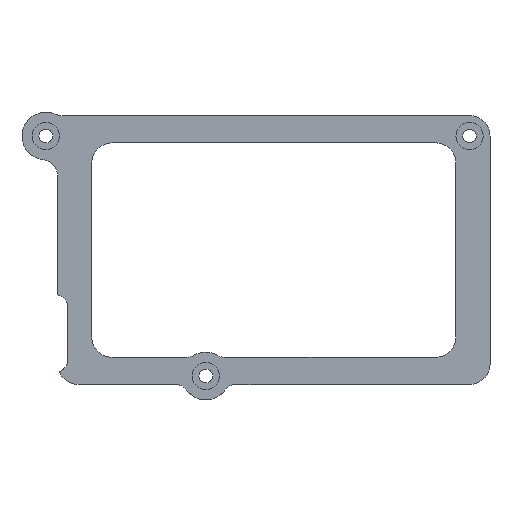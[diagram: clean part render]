
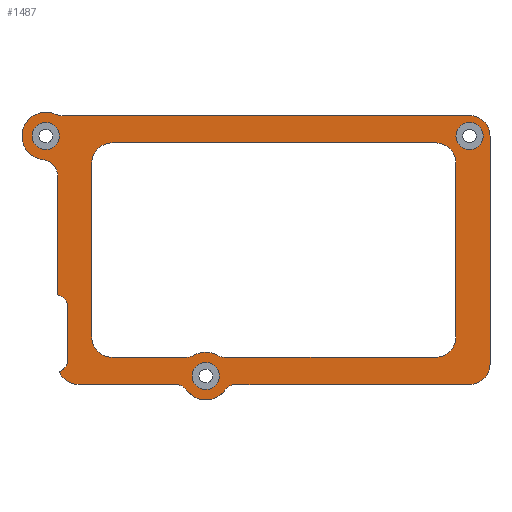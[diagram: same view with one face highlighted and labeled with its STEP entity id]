
A CAD part, top view. The second image highlights one B-rep face of the part: STEP entity #1487.
In plain terms, the highlighted planar face has unit normal (0, 0, 1).
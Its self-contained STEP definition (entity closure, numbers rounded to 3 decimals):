
#546 = VERTEX_POINT('',#547);
#547 = CARTESIAN_POINT('',(-60.5,-32.,2.));
#553 = EDGE_CURVE('',#554,#546,#556,.T.);
#554 = VERTEX_POINT('',#555);
#555 = CARTESIAN_POINT('',(-60.5,-17.,2.));
#556 = LINE('',#557,#558);
#557 = CARTESIAN_POINT('',(-60.5,-15.549,2.));
#558 = VECTOR('',#559,1.);
#559 = DIRECTION('',(0.,-1.,0.));
#586 = VERTEX_POINT('',#587);
#587 = CARTESIAN_POINT('',(-63.5,-13.127,2.));
#593 = EDGE_CURVE('',#586,#554,#594,.T.);
#594 = CIRCLE('',#595,4.);
#595 = AXIS2_PLACEMENT_3D('',#596,#597,#598);
#596 = CARTESIAN_POINT('',(-64.5,-17.,2.));
#597 = DIRECTION('',(0.,0.,-1.));
#598 = DIRECTION('',(1.,0.,0.));
#610 = VERTEX_POINT('',#611);
#611 = CARTESIAN_POINT('',(-63.5,21.594,2.));
#617 = EDGE_CURVE('',#610,#586,#618,.T.);
#618 = LINE('',#619,#620);
#619 = CARTESIAN_POINT('',(-63.5,21.594,2.));
#620 = VECTOR('',#621,1.);
#621 = DIRECTION('',(0.,-1.,0.));
#633 = EDGE_CURVE('',#610,#634,#636,.T.);
#634 = VERTEX_POINT('',#635);
#635 = CARTESIAN_POINT('',(-67.875,26.555,2.));
#636 = CIRCLE('',#637,5.);
#637 = AXIS2_PLACEMENT_3D('',#638,#639,#640);
#638 = CARTESIAN_POINT('',(-68.5,21.594,2.));
#639 = DIRECTION('',(0.,0.,1.));
#640 = DIRECTION('',(1.,0.,0.));
#658 = VERTEX_POINT('',#659);
#659 = CARTESIAN_POINT('',(-64.202,39.917,2.));
#665 = EDGE_CURVE('',#658,#634,#666,.T.);
#666 = CIRCLE('',#667,7.);
#667 = AXIS2_PLACEMENT_3D('',#668,#669,#670);
#668 = CARTESIAN_POINT('',(-67.,33.5,2.));
#669 = DIRECTION('',(0.,0.,1.));
#670 = DIRECTION('',(1.,0.,0.));
#683 = EDGE_CURVE('',#658,#684,#686,.T.);
#684 = VERTEX_POINT('',#685);
#685 = CARTESIAN_POINT('',(-62.204,39.5,2.));
#686 = CIRCLE('',#687,5.);
#687 = AXIS2_PLACEMENT_3D('',#688,#689,#690);
#688 = CARTESIAN_POINT('',(-62.204,44.5,2.));
#689 = DIRECTION('',(0.,0.,1.));
#690 = DIRECTION('',(1.,0.,0.));
#708 = VERTEX_POINT('',#709);
#709 = CARTESIAN_POINT('',(57.5,39.5,2.));
#715 = EDGE_CURVE('',#708,#684,#716,.T.);
#716 = LINE('',#717,#718);
#717 = CARTESIAN_POINT('',(57.5,39.5,2.));
#718 = VECTOR('',#719,1.);
#719 = DIRECTION('',(-1.,0.,0.));
#732 = VERTEX_POINT('',#733);
#733 = CARTESIAN_POINT('',(63.5,33.5,2.));
#739 = EDGE_CURVE('',#732,#708,#740,.T.);
#740 = CIRCLE('',#741,6.);
#741 = AXIS2_PLACEMENT_3D('',#742,#743,#744);
#742 = CARTESIAN_POINT('',(57.5,33.5,2.));
#743 = DIRECTION('',(0.,0.,1.));
#744 = DIRECTION('',(1.,0.,0.));
#757 = VERTEX_POINT('',#758);
#758 = CARTESIAN_POINT('',(63.5,-33.5,2.));
#764 = EDGE_CURVE('',#757,#732,#765,.T.);
#765 = LINE('',#766,#767);
#766 = CARTESIAN_POINT('',(63.5,-33.5,2.));
#767 = VECTOR('',#768,1.);
#768 = DIRECTION('',(0.,1.,0.));
#781 = VERTEX_POINT('',#782);
#782 = CARTESIAN_POINT('',(57.5,-39.5,2.));
#788 = EDGE_CURVE('',#781,#757,#789,.T.);
#789 = CIRCLE('',#790,6.);
#790 = AXIS2_PLACEMENT_3D('',#791,#792,#793);
#791 = CARTESIAN_POINT('',(57.5,-33.5,2.));
#792 = DIRECTION('',(0.,0.,1.));
#793 = DIRECTION('',(1.,0.,0.));
#806 = VERTEX_POINT('',#807);
#807 = CARTESIAN_POINT('',(-11.126,-39.5,2.));
#813 = EDGE_CURVE('',#806,#781,#814,.T.);
#814 = LINE('',#815,#816);
#815 = CARTESIAN_POINT('',(-11.126,-39.5,2.));
#816 = VECTOR('',#817,1.);
#817 = DIRECTION('',(1.,0.,0.));
#830 = EDGE_CURVE('',#806,#831,#833,.T.);
#831 = VERTEX_POINT('',#832);
#832 = CARTESIAN_POINT('',(-14.353,-41.136,2.));
#833 = CIRCLE('',#834,4.);
#834 = AXIS2_PLACEMENT_3D('',#835,#836,#837);
#835 = CARTESIAN_POINT('',(-11.126,-43.5,2.));
#836 = DIRECTION('',(0.,0.,1.));
#837 = DIRECTION('',(1.,0.,0.));
#855 = VERTEX_POINT('',#856);
#856 = CARTESIAN_POINT('',(-25.647,-41.136,2.));
#862 = EDGE_CURVE('',#855,#831,#863,.T.);
#863 = CIRCLE('',#864,7.);
#864 = AXIS2_PLACEMENT_3D('',#865,#866,#867);
#865 = CARTESIAN_POINT('',(-20.,-37.,2.));
#866 = DIRECTION('',(0.,0.,1.));
#867 = DIRECTION('',(1.,0.,0.));
#880 = EDGE_CURVE('',#855,#881,#883,.T.);
#881 = VERTEX_POINT('',#882);
#882 = CARTESIAN_POINT('',(-28.874,-39.5,2.));
#883 = CIRCLE('',#884,4.);
#884 = AXIS2_PLACEMENT_3D('',#885,#886,#887);
#885 = CARTESIAN_POINT('',(-28.874,-43.5,2.));
#886 = DIRECTION('',(0.,0.,1.));
#887 = DIRECTION('',(1.,0.,0.));
#905 = VERTEX_POINT('',#906);
#906 = CARTESIAN_POINT('',(-57.5,-39.5,2.));
#912 = EDGE_CURVE('',#905,#881,#913,.T.);
#913 = LINE('',#914,#915);
#914 = CARTESIAN_POINT('',(-57.5,-39.5,2.));
#915 = VECTOR('',#916,1.);
#916 = DIRECTION('',(1.,0.,0.));
#930 = VERTEX_POINT('',#931);
#931 = CARTESIAN_POINT('',(-63.068,-35.735,2.));
#937 = EDGE_CURVE('',#930,#905,#938,.T.);
#938 = CIRCLE('',#939,6.);
#939 = AXIS2_PLACEMENT_3D('',#940,#941,#942);
#940 = CARTESIAN_POINT('',(-57.5,-33.5,2.));
#941 = DIRECTION('',(0.,0.,1.));
#942 = DIRECTION('',(1.,0.,0.));
#963 = EDGE_CURVE('',#546,#930,#964,.T.);
#964 = CIRCLE('',#965,4.);
#965 = AXIS2_PLACEMENT_3D('',#966,#967,#968);
#966 = CARTESIAN_POINT('',(-64.5,-32.,2.));
#967 = DIRECTION('',(0.,0.,-1.));
#968 = DIRECTION('',(1.,0.,0.));
#1140 = VERTEX_POINT('',#1141);
#1141 = CARTESIAN_POINT('',(-47.5,31.5,2.));
#1147 = EDGE_CURVE('',#1140,#1148,#1150,.T.);
#1148 = VERTEX_POINT('',#1149);
#1149 = CARTESIAN_POINT('',(-53.5,25.5,2.));
#1150 = CIRCLE('',#1151,6.);
#1151 = AXIS2_PLACEMENT_3D('',#1152,#1153,#1154);
#1152 = CARTESIAN_POINT('',(-47.5,25.5,2.));
#1153 = DIRECTION('',(0.,0.,1.));
#1154 = DIRECTION('',(1.,0.,0.));
#1172 = VERTEX_POINT('',#1173);
#1173 = CARTESIAN_POINT('',(47.5,31.5,2.));
#1179 = EDGE_CURVE('',#1172,#1140,#1180,.T.);
#1180 = LINE('',#1181,#1182);
#1181 = CARTESIAN_POINT('',(47.5,31.5,2.));
#1182 = VECTOR('',#1183,1.);
#1183 = DIRECTION('',(-1.,0.,0.));
#1196 = EDGE_CURVE('',#1148,#1197,#1199,.T.);
#1197 = VERTEX_POINT('',#1198);
#1198 = CARTESIAN_POINT('',(-53.5,-25.5,2.));
#1199 = LINE('',#1200,#1201);
#1200 = CARTESIAN_POINT('',(-53.5,25.5,2.));
#1201 = VECTOR('',#1202,1.);
#1202 = DIRECTION('',(0.,-1.,0.));
#1220 = VERTEX_POINT('',#1221);
#1221 = CARTESIAN_POINT('',(53.5,25.5,2.));
#1227 = EDGE_CURVE('',#1220,#1172,#1228,.T.);
#1228 = CIRCLE('',#1229,6.);
#1229 = AXIS2_PLACEMENT_3D('',#1230,#1231,#1232);
#1230 = CARTESIAN_POINT('',(47.5,25.5,2.));
#1231 = DIRECTION('',(0.,0.,1.));
#1232 = DIRECTION('',(1.,0.,0.));
#1245 = EDGE_CURVE('',#1197,#1246,#1248,.T.);
#1246 = VERTEX_POINT('',#1247);
#1247 = CARTESIAN_POINT('',(-47.5,-31.5,2.));
#1248 = CIRCLE('',#1249,6.);
#1249 = AXIS2_PLACEMENT_3D('',#1250,#1251,#1252);
#1250 = CARTESIAN_POINT('',(-47.5,-25.5,2.));
#1251 = DIRECTION('',(0.,0.,1.));
#1252 = DIRECTION('',(1.,0.,0.));
#1270 = VERTEX_POINT('',#1271);
#1271 = CARTESIAN_POINT('',(53.5,-25.5,2.));
#1277 = EDGE_CURVE('',#1270,#1220,#1278,.T.);
#1278 = LINE('',#1279,#1280);
#1279 = CARTESIAN_POINT('',(53.5,-25.5,2.));
#1280 = VECTOR('',#1281,1.);
#1281 = DIRECTION('',(0.,1.,0.));
#1294 = EDGE_CURVE('',#1246,#1295,#1297,.T.);
#1295 = VERTEX_POINT('',#1296);
#1296 = CARTESIAN_POINT('',(-25.545,-31.5,2.));
#1297 = LINE('',#1298,#1299);
#1298 = CARTESIAN_POINT('',(-47.5,-31.5,2.));
#1299 = VECTOR('',#1300,1.);
#1300 = DIRECTION('',(1.,0.,0.));
#1318 = VERTEX_POINT('',#1319);
#1319 = CARTESIAN_POINT('',(47.5,-31.5,2.));
#1325 = EDGE_CURVE('',#1318,#1270,#1326,.T.);
#1326 = CIRCLE('',#1327,6.);
#1327 = AXIS2_PLACEMENT_3D('',#1328,#1329,#1330);
#1328 = CARTESIAN_POINT('',(47.5,-25.5,2.));
#1329 = DIRECTION('',(0.,0.,1.));
#1330 = DIRECTION('',(1.,0.,0.));
#1343 = EDGE_CURVE('',#1295,#1344,#1346,.T.);
#1344 = VERTEX_POINT('',#1345);
#1345 = CARTESIAN_POINT('',(-23.529,-30.955,2.));
#1346 = CIRCLE('',#1347,4.);
#1347 = AXIS2_PLACEMENT_3D('',#1348,#1349,#1350);
#1348 = CARTESIAN_POINT('',(-25.545,-27.5,2.));
#1349 = DIRECTION('',(0.,0.,1.));
#1350 = DIRECTION('',(1.,0.,0.));
#1368 = VERTEX_POINT('',#1369);
#1369 = CARTESIAN_POINT('',(-14.455,-31.5,2.));
#1375 = EDGE_CURVE('',#1368,#1318,#1376,.T.);
#1376 = LINE('',#1377,#1378);
#1377 = CARTESIAN_POINT('',(-14.455,-31.5,2.));
#1378 = VECTOR('',#1379,1.);
#1379 = DIRECTION('',(1.,0.,0.));
#1392 = VERTEX_POINT('',#1393);
#1393 = CARTESIAN_POINT('',(-16.471,-30.955,2.));
#1399 = EDGE_CURVE('',#1392,#1344,#1400,.T.);
#1400 = CIRCLE('',#1401,7.);
#1401 = AXIS2_PLACEMENT_3D('',#1402,#1403,#1404);
#1402 = CARTESIAN_POINT('',(-20.,-37.,2.));
#1403 = DIRECTION('',(0.,0.,1.));
#1404 = DIRECTION('',(1.,0.,0.));
#1417 = EDGE_CURVE('',#1392,#1368,#1418,.T.);
#1418 = CIRCLE('',#1419,4.);
#1419 = AXIS2_PLACEMENT_3D('',#1420,#1421,#1422);
#1420 = CARTESIAN_POINT('',(-14.455,-27.5,2.));
#1421 = DIRECTION('',(0.,0.,1.));
#1422 = DIRECTION('',(1.,0.,0.));
#1487 = ADVANCED_FACE('',(#1488,#1507,#1518,#1529,#1543),#1554,.T.);
#1488 = FACE_BOUND('',#1489,.T.);
#1489 = EDGE_LOOP('',(#1490,#1491,#1492,#1493,#1494,#1495,#1496,#1497,
    #1498,#1499,#1500,#1501,#1502,#1503,#1504,#1505,#1506));
#1490 = ORIENTED_EDGE('',*,*,#683,.F.);
#1491 = ORIENTED_EDGE('',*,*,#665,.T.);
#1492 = ORIENTED_EDGE('',*,*,#633,.F.);
#1493 = ORIENTED_EDGE('',*,*,#617,.T.);
#1494 = ORIENTED_EDGE('',*,*,#593,.T.);
#1495 = ORIENTED_EDGE('',*,*,#553,.T.);
#1496 = ORIENTED_EDGE('',*,*,#963,.T.);
#1497 = ORIENTED_EDGE('',*,*,#937,.T.);
#1498 = ORIENTED_EDGE('',*,*,#912,.T.);
#1499 = ORIENTED_EDGE('',*,*,#880,.F.);
#1500 = ORIENTED_EDGE('',*,*,#862,.T.);
#1501 = ORIENTED_EDGE('',*,*,#830,.F.);
#1502 = ORIENTED_EDGE('',*,*,#813,.T.);
#1503 = ORIENTED_EDGE('',*,*,#788,.T.);
#1504 = ORIENTED_EDGE('',*,*,#764,.T.);
#1505 = ORIENTED_EDGE('',*,*,#739,.T.);
#1506 = ORIENTED_EDGE('',*,*,#715,.T.);
#1507 = FACE_BOUND('',#1508,.T.);
#1508 = EDGE_LOOP('',(#1509));
#1509 = ORIENTED_EDGE('',*,*,#1510,.F.);
#1510 = EDGE_CURVE('',#1511,#1511,#1513,.T.);
#1511 = VERTEX_POINT('',#1512);
#1512 = CARTESIAN_POINT('',(-16.,-37.,2.));
#1513 = CIRCLE('',#1514,4.);
#1514 = AXIS2_PLACEMENT_3D('',#1515,#1516,#1517);
#1515 = CARTESIAN_POINT('',(-20.,-37.,2.));
#1516 = DIRECTION('',(0.,0.,1.));
#1517 = DIRECTION('',(1.,0.,0.));
#1518 = FACE_BOUND('',#1519,.T.);
#1519 = EDGE_LOOP('',(#1520));
#1520 = ORIENTED_EDGE('',*,*,#1521,.F.);
#1521 = EDGE_CURVE('',#1522,#1522,#1524,.T.);
#1522 = VERTEX_POINT('',#1523);
#1523 = CARTESIAN_POINT('',(-63.,33.5,2.));
#1524 = CIRCLE('',#1525,4.);
#1525 = AXIS2_PLACEMENT_3D('',#1526,#1527,#1528);
#1526 = CARTESIAN_POINT('',(-67.,33.5,2.));
#1527 = DIRECTION('',(0.,0.,1.));
#1528 = DIRECTION('',(1.,0.,0.));
#1529 = FACE_BOUND('',#1530,.T.);
#1530 = EDGE_LOOP('',(#1531,#1532,#1533,#1534,#1535,#1536,#1537,#1538,
    #1539,#1540,#1541,#1542));
#1531 = ORIENTED_EDGE('',*,*,#1147,.F.);
#1532 = ORIENTED_EDGE('',*,*,#1179,.F.);
#1533 = ORIENTED_EDGE('',*,*,#1227,.F.);
#1534 = ORIENTED_EDGE('',*,*,#1277,.F.);
#1535 = ORIENTED_EDGE('',*,*,#1325,.F.);
#1536 = ORIENTED_EDGE('',*,*,#1375,.F.);
#1537 = ORIENTED_EDGE('',*,*,#1417,.F.);
#1538 = ORIENTED_EDGE('',*,*,#1399,.T.);
#1539 = ORIENTED_EDGE('',*,*,#1343,.F.);
#1540 = ORIENTED_EDGE('',*,*,#1294,.F.);
#1541 = ORIENTED_EDGE('',*,*,#1245,.F.);
#1542 = ORIENTED_EDGE('',*,*,#1196,.F.);
#1543 = FACE_BOUND('',#1544,.T.);
#1544 = EDGE_LOOP('',(#1545));
#1545 = ORIENTED_EDGE('',*,*,#1546,.F.);
#1546 = EDGE_CURVE('',#1547,#1547,#1549,.T.);
#1547 = VERTEX_POINT('',#1548);
#1548 = CARTESIAN_POINT('',(61.5,33.5,2.));
#1549 = CIRCLE('',#1550,4.);
#1550 = AXIS2_PLACEMENT_3D('',#1551,#1552,#1553);
#1551 = CARTESIAN_POINT('',(57.5,33.5,2.));
#1552 = DIRECTION('',(0.,0.,1.));
#1553 = DIRECTION('',(1.,0.,0.));
#1554 = PLANE('',#1555);
#1555 = AXIS2_PLACEMENT_3D('',#1556,#1557,#1558);
#1556 = CARTESIAN_POINT('',(-1.949,0.902,2.));
#1557 = DIRECTION('',(0.,0.,1.));
#1558 = DIRECTION('',(1.,0.,0.));
